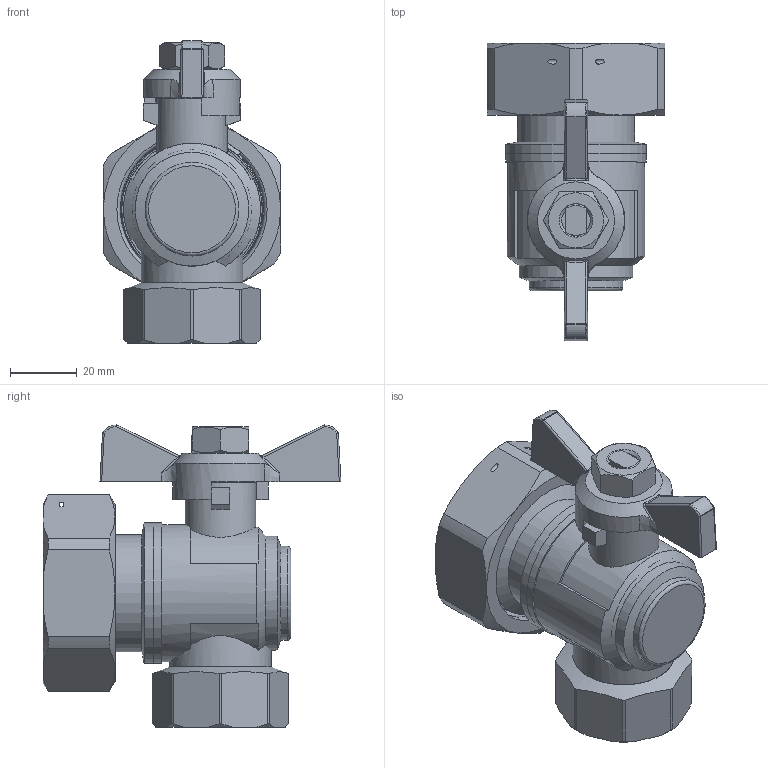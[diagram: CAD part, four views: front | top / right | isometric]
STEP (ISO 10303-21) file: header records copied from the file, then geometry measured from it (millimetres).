
FILE_DESCRIPTION(/* description */ ('Unknown'),/* implementation_level */ '2;1');
FILE_NAME(/* name */ '746-68-42',/* time_stamp */ '2022-07-26T08:38:00+02:00',/* author */ ('Unknown'),/* organization */ ('Unknown'),/* preprocessor_version */ 'ST-DEVELOPER v16.7',/* originating_system */ 'Solid Edge',/* authorisation */ 'Unknown');
FILE_SCHEMA (('AUTOMOTIVE_DESIGN {1 0 10303 214 3 1 1}'));
Length unit declared in the file: millimetre
Products named in the file (11): 746-68-42; 600-1-Mutter-fl.g.; Flügelgriff 1; 746-68; Körper_025; 600-1-spindel; 97000077-1 1_2; 600-1-Stopfbuchse; Speerring; 746-68_Einschraubteil; _berwurfmutter
Assembly tree (10 placements, depth 3):
  746-68-42
    600-1-Mutter-fl.g.
    Flügelgriff 1
    746-68
      Körper_025
      600-1-spindel
      97000077-1 1_2
      600-1-Stopfbuchse
      Speerring
      746-68_Einschraubteil
      _berwurfmutter
Bounding box: 53 x 89 x 90.3 mm (x, y, z)
Volume: 75124.7 mm3; surface area: 47579.7 mm2
Topology: 9 solids, 9 shells, 267 faces, 655 edges, 420 vertices
Faces by surface type: plane 109, cylinder 81, cone 49, bspline 18, sphere 8, torus 2
Full cylindrical faces by diameter (mm): 1.5 x1, 8.5 x1, 8.9 x1, 12 x3, 12.5 x1, 14 x1, 14.5 x1, 16 x1, 16.376 x2, 18 x1, 20 x2, 21 x1, 22.5 x1, 28 x1, 30 x3, 30.291 x2, 32 x1, 34 x1, 35 x1, 35.5 x1, 37 x2, 41 x1, 42 x2, 42.5 x1, 44.8 x2, 44.845 x2, 44.9 x2, 48 x1
Entity records: 10653 total; most frequent: CARTESIAN_POINT 3684, DIRECTION 1198, ORIENTED_EDGE 1122, EDGE_CURVE 561, AXIS2_PLACEMENT_3D 505, VERTEX_POINT 391, EDGE_LOOP 364, FACE_BOUND 364
